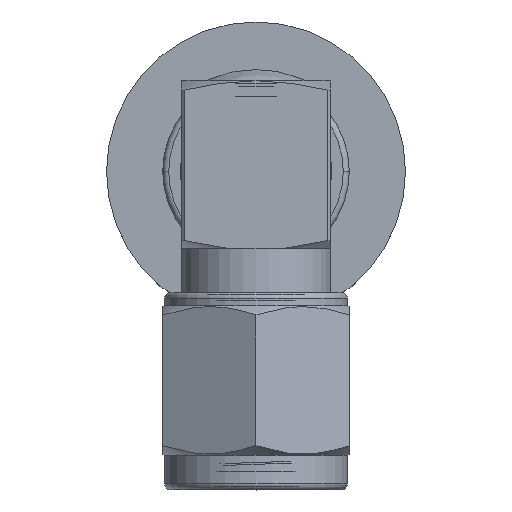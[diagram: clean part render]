
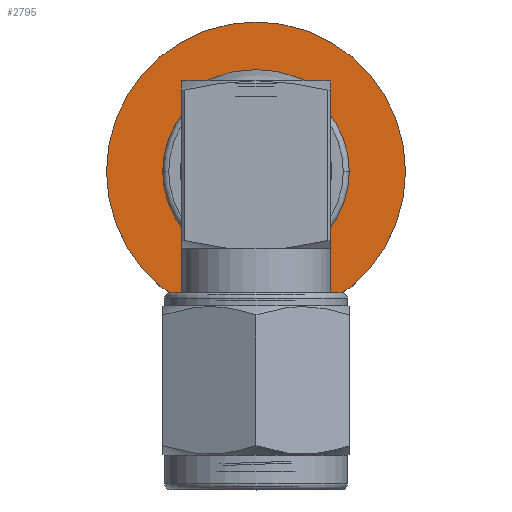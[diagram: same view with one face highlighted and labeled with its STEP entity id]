
A CAD part, top view. The second image highlights one B-rep face of the part: STEP entity #2795.
In plain terms, the highlighted face is planar.
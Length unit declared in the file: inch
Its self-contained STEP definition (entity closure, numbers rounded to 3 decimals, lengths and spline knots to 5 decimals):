
#303 = EDGE_CURVE ( 'NONE', #15138, #11597, #14498, .T. ) ;
#560 = ORIENTED_EDGE ( 'NONE', *, *, #1464, .F. ) ;
#933 = CARTESIAN_POINT ( 'NONE',  ( 0., 0., -0.504 ) ) ;
#1206 = CIRCLE ( 'NONE', #3838, 0.156 ) ;
#1464 = EDGE_CURVE ( 'NONE', #7100, #17261, #6033, .T. ) ;
#2735 = CIRCLE ( 'NONE', #18661, 0.25 ) ;
#2780 = CARTESIAN_POINT ( 'NONE',  ( 0.25, 0., -0.504 ) ) ;
#2795 = ADVANCED_FACE ( 'NONE', ( #17889, #9643 ), #17383, .F. ) ;
#3018 = CARTESIAN_POINT ( 'NONE',  ( 0., 0., -0.504 ) ) ;
#3838 = AXIS2_PLACEMENT_3D ( 'NONE', #933, #14826, #11797 ) ;
#4692 = CARTESIAN_POINT ( 'NONE',  ( 0., 0.156, -0.504 ) ) ;
#4703 = DIRECTION ( 'NONE',  ( 0., 0., -1. ) ) ;
#5676 = AXIS2_PLACEMENT_3D ( 'NONE', #8030, #4703, #18804 ) ;
#6033 = CIRCLE ( 'NONE', #5676, 0.156 ) ;
#6302 = DIRECTION ( 'NONE',  ( 0., 0., 1. ) ) ;
#6470 = AXIS2_PLACEMENT_3D ( 'NONE', #4692, #6302, #20040 ) ;
#7100 = VERTEX_POINT ( 'NONE', #9075 ) ;
#7555 = EDGE_CURVE ( 'NONE', #11597, #15138, #2735, .T. ) ;
#8030 = CARTESIAN_POINT ( 'NONE',  ( 0., 0., -0.504 ) ) ;
#9075 = CARTESIAN_POINT ( 'NONE',  ( 0.156, 0., -0.504 ) ) ;
#9643 = FACE_BOUND ( 'NONE', #17066, .T. ) ;
#10293 = DIRECTION ( 'NONE',  ( 0., 0., 1. ) ) ;
#11591 = AXIS2_PLACEMENT_3D ( 'NONE', #15127, #10293, #18005 ) ;
#11597 = VERTEX_POINT ( 'NONE', #13611 ) ;
#11797 = DIRECTION ( 'NONE',  ( 1., 0., 0. ) ) ;
#12798 = ORIENTED_EDGE ( 'NONE', *, *, #7555, .F. ) ;
#13555 = EDGE_CURVE ( 'NONE', #17261, #7100, #1206, .T. ) ;
#13611 = CARTESIAN_POINT ( 'NONE',  ( -0.25, 0., -0.504 ) ) ;
#13843 = DIRECTION ( 'NONE',  ( 1., 0., 0. ) ) ;
#14199 = CARTESIAN_POINT ( 'NONE',  ( -0.156, 0., -0.504 ) ) ;
#14498 = CIRCLE ( 'NONE', #11591, 0.25 ) ;
#14826 = DIRECTION ( 'NONE',  ( 0., 0., -1. ) ) ;
#15127 = CARTESIAN_POINT ( 'NONE',  ( 0., 0., -0.504 ) ) ;
#15138 = VERTEX_POINT ( 'NONE', #2780 ) ;
#17066 = EDGE_LOOP ( 'NONE', ( #560, #19026 ) ) ;
#17133 = EDGE_LOOP ( 'NONE', ( #18940, #12798 ) ) ;
#17186 = DIRECTION ( 'NONE',  ( 0., 0., 1. ) ) ;
#17261 = VERTEX_POINT ( 'NONE', #14199 ) ;
#17383 = PLANE ( 'NONE',  #6470 ) ;
#17889 = FACE_OUTER_BOUND ( 'NONE', #17133, .T. ) ;
#18005 = DIRECTION ( 'NONE',  ( 1., 0., 0. ) ) ;
#18661 = AXIS2_PLACEMENT_3D ( 'NONE', #3018, #17186, #13843 ) ;
#18804 = DIRECTION ( 'NONE',  ( 1., 0., 0. ) ) ;
#18940 = ORIENTED_EDGE ( 'NONE', *, *, #303, .F. ) ;
#19026 = ORIENTED_EDGE ( 'NONE', *, *, #13555, .F. ) ;
#20040 = DIRECTION ( 'NONE',  ( 1., 0., 0. ) ) ;
